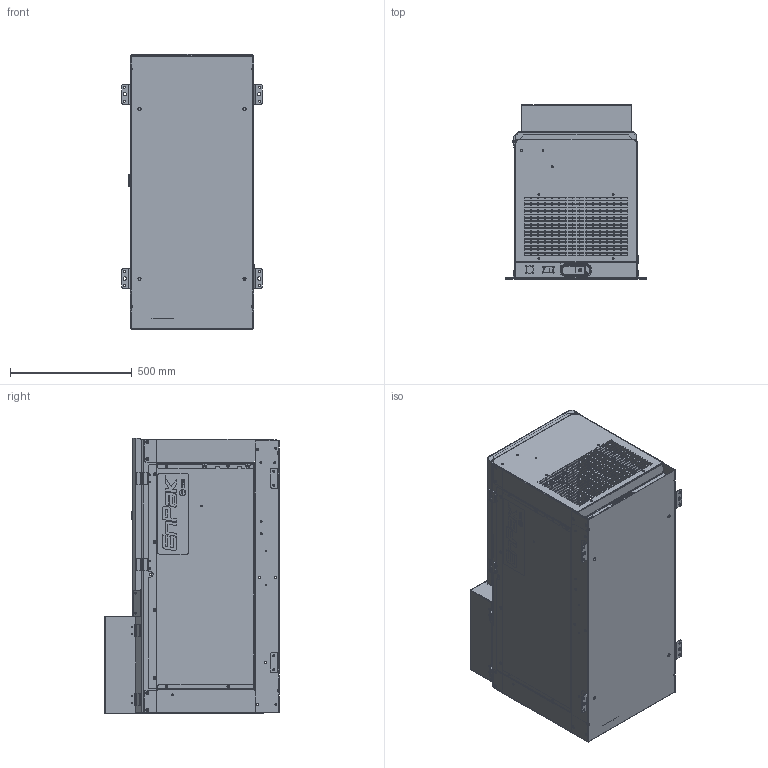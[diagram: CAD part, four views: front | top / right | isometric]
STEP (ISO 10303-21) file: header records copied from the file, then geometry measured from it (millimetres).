
FILE_DESCRIPTION (( 'STEP AP214' ), '1' );
FILE_NAME ('907759 Surfaces.STEP', '2024-03-14T16:48:58', ( '' ), ( '' ), 'SwSTEP 2.0', 'SolidWorks 2022', '' );
FILE_SCHEMA (( 'AUTOMOTIVE_DESIGN' ));
Length unit declared in the file: inch
Products named in the file (1): 907759 Surfaces
Bounding box: 577.39 x 715.97 x 1133.1 mm (x, y, z)
Surface area: 7085118.9 mm2 (no closed solid volume)
Topology: 0 solids, 127 shells, 2988 faces, 12034 edges, 8592 vertices
Faces by surface type: plane 2318, cylinder 532, torus 96, bspline 32, cone 10
Entity records: 166902 total; most frequent: CARTESIAN_POINT 27273, DIRECTION 19457, ORIENTED_EDGE 18897, EDGE_CURVE 12010, VECTOR 9621, LINE 9621, VERTEX_POINT 8592, AXIS2_PLACEMENT_3D 4918
